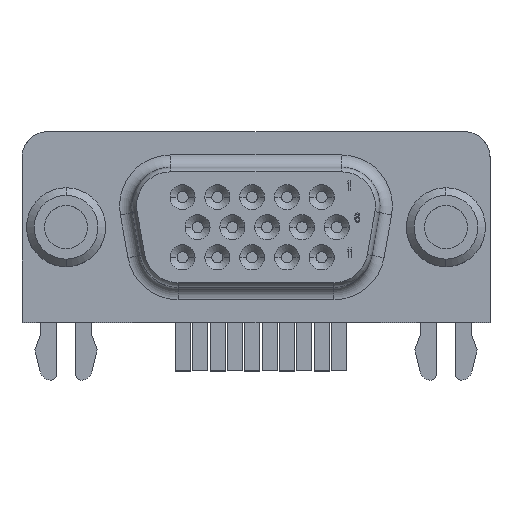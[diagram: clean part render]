
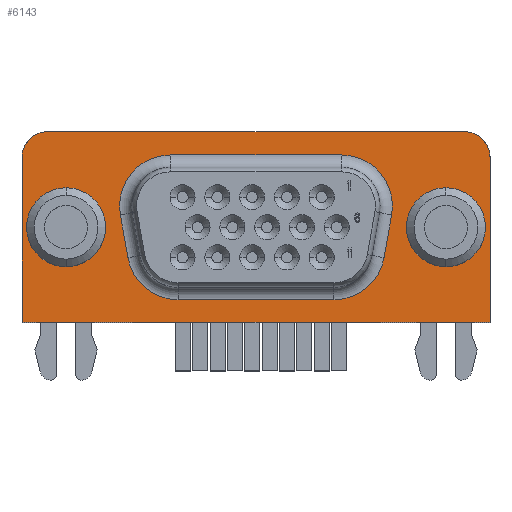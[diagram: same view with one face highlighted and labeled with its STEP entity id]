
A CAD part, top view. The second image highlights one B-rep face of the part: STEP entity #6143.
In plain terms, the highlighted planar face has unit normal (0, 0, 1).
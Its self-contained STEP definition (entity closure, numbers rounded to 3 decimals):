
#479=DIRECTION('',(-0.174,-0.985,0.));
#480=VECTOR('',#479,2.864);
#481=CARTESIAN_POINT('',(8.927,0.828,-6.));
#482=LINE('',#481,#480);
#493=CARTESIAN_POINT('',(5.625,1.41,-6.));
#494=DIRECTION('',(0.,0.,-1.));
#495=DIRECTION('',(0.,1.,0.));
#496=AXIS2_PLACEMENT_3D('',#493,#494,#495);
#507=DIRECTION('',(1.,0.,0.));
#508=VECTOR('',#507,11.25);
#509=CARTESIAN_POINT('',(-5.625,4.763,-6.));
#510=LINE('',#509,#508);
#521=CARTESIAN_POINT('',(-5.625,1.41,-6.));
#522=DIRECTION('',(0.,0.,-1.));
#523=DIRECTION('',(-0.985,-0.174,0.));
#524=AXIS2_PLACEMENT_3D('',#521,#522,#523);
#535=DIRECTION('',(-0.174,0.985,0.));
#536=VECTOR('',#535,2.864);
#537=CARTESIAN_POINT('',(-8.43,-1.992,-6.));
#538=LINE('',#537,#536);
#549=CARTESIAN_POINT('',(-5.128,-1.41,-6.));
#550=DIRECTION('',(0.,0.,-1.));
#551=DIRECTION('',(0.,-1.,0.));
#552=AXIS2_PLACEMENT_3D('',#549,#550,#551);
#563=DIRECTION('',(-1.,0.,0.));
#564=VECTOR('',#563,10.256);
#565=CARTESIAN_POINT('',(5.128,-4.763,-6.));
#566=LINE('',#565,#564);
#577=CARTESIAN_POINT('',(5.128,-1.41,-6.));
#578=DIRECTION('',(0.,0.,-1.));
#579=DIRECTION('',(0.985,-0.174,0.));
#580=AXIS2_PLACEMENT_3D('',#577,#578,#579);
#582=DIRECTION('',(1.,0.,0.));
#583=VECTOR('',#582,27.4);
#584=CARTESIAN_POINT('',(-13.7,6.3,-6.));
#585=LINE('',#584,#583);
#586=CARTESIAN_POINT('',(12.5,0.,-6.));
#587=DIRECTION('',(0.,0.,-1.));
#588=DIRECTION('',(0.,1.,0.));
#589=AXIS2_PLACEMENT_3D('',#586,#587,#588);
#591=CARTESIAN_POINT('',(12.5,0.,-6.));
#592=DIRECTION('',(0.,0.,-1.));
#593=DIRECTION('',(0.,-1.,0.));
#594=AXIS2_PLACEMENT_3D('',#591,#592,#593);
#596=CARTESIAN_POINT('',(-12.5,0.,-6.));
#597=DIRECTION('',(0.,0.,-1.));
#598=DIRECTION('',(0.,1.,0.));
#599=AXIS2_PLACEMENT_3D('',#596,#597,#598);
#601=CARTESIAN_POINT('',(-12.5,0.,-6.));
#602=DIRECTION('',(0.,0.,-1.));
#603=DIRECTION('',(0.,-1.,0.));
#604=AXIS2_PLACEMENT_3D('',#601,#602,#603);
#616=CARTESIAN_POINT('',(13.7,4.6,-6.));
#617=DIRECTION('',(0.,0.,1.));
#618=DIRECTION('',(1.,0.,0.));
#619=AXIS2_PLACEMENT_3D('',#616,#617,#618);
#661=DIRECTION('',(0.,-1.,0.));
#662=VECTOR('',#661,10.85);
#663=CARTESIAN_POINT('',(15.4,4.6,-6.));
#664=LINE('',#663,#662);
#1231=DIRECTION('',(1.,0.,0.));
#1232=VECTOR('',#1231,30.8);
#1233=CARTESIAN_POINT('',(-15.4,-6.25,-6.));
#1234=LINE('',#1233,#1232);
#2025=DIRECTION('',(0.,-1.,0.));
#2026=VECTOR('',#2025,10.85);
#2027=CARTESIAN_POINT('',(-15.4,4.6,-6.));
#2028=LINE('',#2027,#2026);
#2127=CARTESIAN_POINT('',(-13.7,4.6,-6.));
#2128=DIRECTION('',(0.,0.,1.));
#2129=DIRECTION('',(0.,1.,0.));
#2130=AXIS2_PLACEMENT_3D('',#2127,#2128,#2129);
#4156=CARTESIAN_POINT('',(-15.4,-6.25,-6.));
#4158=VERTEX_POINT('',#4156);
#4166=CARTESIAN_POINT('',(15.4,-6.25,-6.));
#4168=VERTEX_POINT('',#4166);
#4188=CARTESIAN_POINT('',(15.4,4.6,-6.));
#4189=CARTESIAN_POINT('',(13.7,6.3,-6.));
#4190=VERTEX_POINT('',#4188);
#4191=VERTEX_POINT('',#4189);
#4194=CARTESIAN_POINT('',(-13.7,6.3,-6.));
#4196=VERTEX_POINT('',#4194);
#4198=CARTESIAN_POINT('',(-15.4,4.6,-6.));
#4199=VERTEX_POINT('',#4198);
#4204=CARTESIAN_POINT('',(-5.625,4.763,-6.));
#4205=CARTESIAN_POINT('',(5.625,4.763,-6.));
#4206=VERTEX_POINT('',#4204);
#4207=VERTEX_POINT('',#4205);
#4210=CARTESIAN_POINT('',(-8.927,0.828,-6.));
#4211=VERTEX_POINT('',#4210);
#4214=CARTESIAN_POINT('',(-8.43,-1.992,-6.));
#4215=VERTEX_POINT('',#4214);
#4218=CARTESIAN_POINT('',(-5.128,-4.763,-6.));
#4219=VERTEX_POINT('',#4218);
#4222=CARTESIAN_POINT('',(5.128,-4.763,-6.));
#4223=VERTEX_POINT('',#4222);
#4226=CARTESIAN_POINT('',(8.43,-1.992,-6.));
#4227=VERTEX_POINT('',#4226);
#4230=CARTESIAN_POINT('',(8.927,0.828,-6.));
#4231=VERTEX_POINT('',#4230);
#4742=CARTESIAN_POINT('',(12.5,2.6,-6.));
#4743=VERTEX_POINT('',#4742);
#4744=CARTESIAN_POINT('',(12.5,-2.6,-6.));
#4745=VERTEX_POINT('',#4744);
#5358=CARTESIAN_POINT('',(-12.5,2.6,-6.));
#5359=CARTESIAN_POINT('',(-12.5,-2.6,-6.));
#5360=VERTEX_POINT('',#5358);
#5361=VERTEX_POINT('',#5359);
#6102=CARTESIAN_POINT('',(-15.4,6.3,-6.));
#6103=DIRECTION('',(0.,0.,1.));
#6104=DIRECTION('',(0.,-1.,0.));
#6105=AXIS2_PLACEMENT_3D('',#6102,#6103,#6104);
#6106=PLANE('',#6105);
#6108=ORIENTED_EDGE('',*,*,#6107,.F.);
#6110=ORIENTED_EDGE('',*,*,#6109,.T.);
#6112=ORIENTED_EDGE('',*,*,#6111,.F.);
#6114=ORIENTED_EDGE('',*,*,#6113,.F.);
#6116=ORIENTED_EDGE('',*,*,#6115,.F.);
#6118=ORIENTED_EDGE('',*,*,#6117,.T.);
#6119=EDGE_LOOP('',(#6108,#6110,#6112,#6114,#6116,#6118));
#6120=FACE_OUTER_BOUND('',#6119,.F.);
#6121=ORIENTED_EDGE('',*,*,#6027,.F.);
#6122=ORIENTED_EDGE('',*,*,#6041,.F.);
#6123=ORIENTED_EDGE('',*,*,#6055,.F.);
#6124=ORIENTED_EDGE('',*,*,#6069,.F.);
#6125=ORIENTED_EDGE('',*,*,#6083,.F.);
#6126=ORIENTED_EDGE('',*,*,#6096,.F.);
#6127=ORIENTED_EDGE('',*,*,#5998,.F.);
#6128=ORIENTED_EDGE('',*,*,#6013,.F.);
#6129=EDGE_LOOP('',(#6121,#6122,#6123,#6124,#6125,#6126,#6127,#6128));
#6130=FACE_BOUND('',#6129,.F.);
#6132=ORIENTED_EDGE('',*,*,#6131,.F.);
#6134=ORIENTED_EDGE('',*,*,#6133,.F.);
#6135=EDGE_LOOP('',(#6132,#6134));
#6136=FACE_BOUND('',#6135,.F.);
#6138=ORIENTED_EDGE('',*,*,#6137,.F.);
#6140=ORIENTED_EDGE('',*,*,#6139,.F.);
#6141=EDGE_LOOP('',(#6138,#6140));
#6142=FACE_BOUND('',#6141,.F.);
#497=CIRCLE('',#496,3.353);
#525=CIRCLE('',#524,3.353);
#553=CIRCLE('',#552,3.353);
#581=CIRCLE('',#580,3.353);
#590=CIRCLE('',#589,2.6);
#595=CIRCLE('',#594,2.6);
#600=CIRCLE('',#599,2.6);
#605=CIRCLE('',#604,2.6);
#620=CIRCLE('',#619,1.7);
#2131=CIRCLE('',#2130,1.7);
#5998=EDGE_CURVE('',#4231,#4227,#482,.T.);
#6013=EDGE_CURVE('',#4207,#4231,#497,.T.);
#6027=EDGE_CURVE('',#4206,#4207,#510,.T.);
#6041=EDGE_CURVE('',#4211,#4206,#525,.T.);
#6055=EDGE_CURVE('',#4215,#4211,#538,.T.);
#6069=EDGE_CURVE('',#4219,#4215,#553,.T.);
#6083=EDGE_CURVE('',#4223,#4219,#566,.T.);
#6096=EDGE_CURVE('',#4227,#4223,#581,.T.);
#6107=EDGE_CURVE('',#4190,#4191,#620,.T.);
#6109=EDGE_CURVE('',#4190,#4168,#664,.T.);
#6111=EDGE_CURVE('',#4158,#4168,#1234,.T.);
#6113=EDGE_CURVE('',#4199,#4158,#2028,.T.);
#6115=EDGE_CURVE('',#4196,#4199,#2131,.T.);
#6117=EDGE_CURVE('',#4196,#4191,#585,.T.);
#6131=EDGE_CURVE('',#4743,#4745,#590,.T.);
#6133=EDGE_CURVE('',#4745,#4743,#595,.T.);
#6137=EDGE_CURVE('',#5360,#5361,#600,.T.);
#6139=EDGE_CURVE('',#5361,#5360,#605,.T.);
#6143=ADVANCED_FACE('',(#6120,#6130,#6136,#6142),#6106,.T.);
